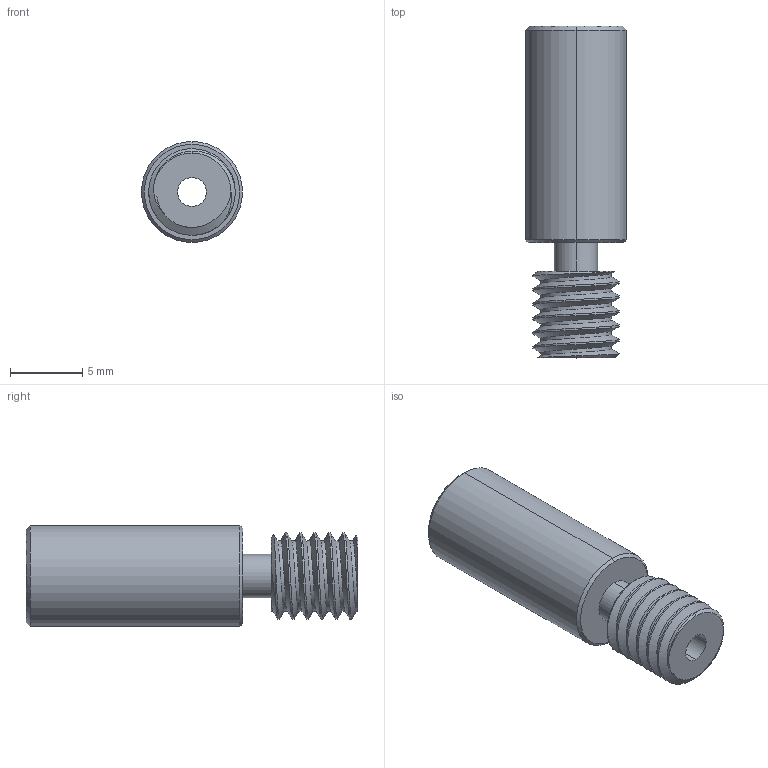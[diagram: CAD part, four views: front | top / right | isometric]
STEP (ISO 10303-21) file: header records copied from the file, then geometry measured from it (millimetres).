
FILE_DESCRIPTION (( 'STEP AP214' ), '1' );
FILE_NAME ('Titan Heartbreak.STEP', '2023-01-17T15:22:09', ( '' ), ( '' ), 'SwSTEP 2.0', 'SolidWorks 2022', '' );
FILE_SCHEMA (( 'AUTOMOTIVE_DESIGN' ));
Length unit declared in the file: millimetre
Products named in the file (1): Titan Heartbreak
Bounding box: 7 x 23 x 7 mm (x, y, z)
Volume: 612.4 mm3; surface area: 775.5 mm2
Topology: 1 solids, 1 shells, 37 faces, 91 edges, 58 vertices
Faces by surface type: cylinder 20, cone 9, plane 5, bspline 3
Entity records: 2332 total; most frequent: CARTESIAN_POINT 1375, ORIENTED_EDGE 182, DIRECTION 149, EDGE_CURVE 91, AXIS2_PLACEMENT_3D 60, VERTEX_POINT 58, EDGE_LOOP 41, ADVANCED_FACE 37
